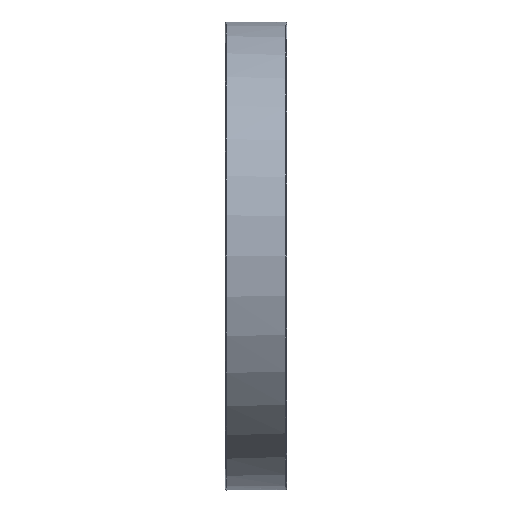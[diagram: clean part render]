
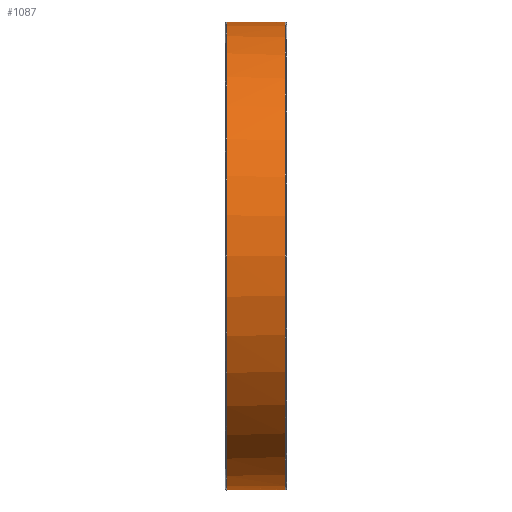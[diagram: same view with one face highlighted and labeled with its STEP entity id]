
A CAD part, front view. The second image highlights one B-rep face of the part: STEP entity #1087.
In plain terms, the highlighted cylindrical face has radius 76 mm (diameter 152 mm), a full revolution.
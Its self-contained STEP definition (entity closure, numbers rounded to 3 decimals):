
#597=CARTESIAN_POINT('',(19.5,-1.658,-75.982));
#598=VERTEX_POINT('',#597);
#614=CARTESIAN_POINT('',(19.5,1.658,-75.982));
#615=VERTEX_POINT('',#614);
#616=CARTESIAN_POINT('',(19.5,1.658,-75.982));
#617=CARTESIAN_POINT('',(19.327,1.397,-75.988));
#618=CARTESIAN_POINT('',(19.192,1.103,-75.993));
#619=CARTESIAN_POINT('',(19.108,0.799,-75.996));
#620=CARTESIAN_POINT('',(19.051,0.592,-75.998));
#621=CARTESIAN_POINT('',(19.017,0.38,-75.999));
#622=CARTESIAN_POINT('',(19.005,0.173,-76.));
#623=CARTESIAN_POINT('',(18.995,-0.003,-76.));
#624=CARTESIAN_POINT('',(19.,-0.175,-76.));
#625=CARTESIAN_POINT('',(19.021,-0.353,-75.999));
#626=CARTESIAN_POINT('',(19.068,-0.747,-75.997));
#627=CARTESIAN_POINT('',(19.199,-1.148,-75.992));
#628=CARTESIAN_POINT('',(19.401,-1.499,-75.985));
#629=CARTESIAN_POINT('',(19.433,-1.553,-75.984));
#630=CARTESIAN_POINT('',(19.466,-1.606,-75.983));
#631=CARTESIAN_POINT('',(19.5,-1.658,-75.982));
#632=B_SPLINE_CURVE_WITH_KNOTS('',3,(#616,#617,#618,#619,#620,#621,#622,#623,#624,#625,#626,#627,#628,#629,#630,#631),.UNSPECIFIED.,.F.,.U.,(4,3,3,3,3,4),(0.284,0.374,0.435,0.487,0.602,0.62),.UNSPECIFIED.);
#633=EDGE_CURVE('',#615,#598,#632,.T.);
#870=CARTESIAN_POINT('',(19.5,1.658,75.982));
#871=VERTEX_POINT('',#870);
#872=CARTESIAN_POINT('',(19.5,0.0,0.0));
#873=DIRECTION('',(1.0,0.0,0.0));
#874=DIRECTION('',(0.0,-1.0,0.0));
#875=AXIS2_PLACEMENT_3D('',#872,#873,#874);
#876=CIRCLE('',#875,76.0);
#877=EDGE_CURVE('',#615,#871,#876,.T.);
#914=CARTESIAN_POINT('',(19.5,-1.658,75.982));
#915=VERTEX_POINT('',#914);
#916=CARTESIAN_POINT('',(19.5,-1.658,75.982));
#917=CARTESIAN_POINT('',(19.327,-1.397,75.988));
#918=CARTESIAN_POINT('',(19.192,-1.103,75.993));
#919=CARTESIAN_POINT('',(19.108,-0.799,75.996));
#920=CARTESIAN_POINT('',(19.051,-0.592,75.998));
#921=CARTESIAN_POINT('',(19.017,-0.38,75.999));
#922=CARTESIAN_POINT('',(19.005,-0.173,76.));
#923=CARTESIAN_POINT('',(18.995,0.003,76.));
#924=CARTESIAN_POINT('',(19.,0.175,76.));
#925=CARTESIAN_POINT('',(19.021,0.353,75.999));
#926=CARTESIAN_POINT('',(19.068,0.747,75.997));
#927=CARTESIAN_POINT('',(19.199,1.148,75.992));
#928=CARTESIAN_POINT('',(19.401,1.499,75.985));
#929=CARTESIAN_POINT('',(19.433,1.553,75.984));
#930=CARTESIAN_POINT('',(19.466,1.606,75.983));
#931=CARTESIAN_POINT('',(19.5,1.658,75.982));
#932=B_SPLINE_CURVE_WITH_KNOTS('',3,(#916,#917,#918,#919,#920,#921,#922,#923,#924,#925,#926,#927,#928,#929,#930,#931),.UNSPECIFIED.,.F.,.U.,(4,3,3,3,3,4),(0.284,0.374,0.435,0.487,0.602,0.62),.UNSPECIFIED.);
#933=EDGE_CURVE('',#915,#871,#932,.T.);
#1059=CARTESIAN_POINT('',(10.,0.0,0.0));
#1060=DIRECTION('',(1.0,0.0,0.0));
#1061=DIRECTION('',(0.0,1.0,0.0));
#1062=AXIS2_PLACEMENT_3D('',#1059,#1060,#1061);
#1063=CYLINDRICAL_SURFACE('',#1062,76.0);
#1064=ORIENTED_EDGE('',*,*,#633,.T.);
#1065=CARTESIAN_POINT('',(19.5,0.0,0.0));
#1066=DIRECTION('',(1.0,0.0,0.0));
#1067=DIRECTION('',(0.0,-1.0,0.0));
#1068=AXIS2_PLACEMENT_3D('',#1065,#1066,#1067);
#1069=CIRCLE('',#1068,76.0);
#1070=EDGE_CURVE('',#915,#598,#1069,.T.);
#1071=ORIENTED_EDGE('',*,*,#1070,.F.);
#1072=ORIENTED_EDGE('',*,*,#933,.T.);
#1073=ORIENTED_EDGE('',*,*,#877,.F.);
#1074=EDGE_LOOP('',(#1064,#1071,#1072,#1073));
#1075=FACE_OUTER_BOUND('',#1074,.T.);
#1076=CARTESIAN_POINT('',(0.5,76.0,0.));
#1077=VERTEX_POINT('',#1076);
#1078=CARTESIAN_POINT('',(0.5,0.0,0.0));
#1079=DIRECTION('',(-1.0,0.0,0.0));
#1080=DIRECTION('',(0.0,-1.0,0.0));
#1081=AXIS2_PLACEMENT_3D('',#1078,#1079,#1080);
#1082=CIRCLE('',#1081,76.0);
#1083=EDGE_CURVE('',#1077,#1077,#1082,.T.);
#1084=ORIENTED_EDGE('',*,*,#1083,.F.);
#1085=EDGE_LOOP('',(#1084));
#1086=FACE_BOUND('',#1085,.T.);
#1087=ADVANCED_FACE('',(#1075,#1086),#1063,.T.);
